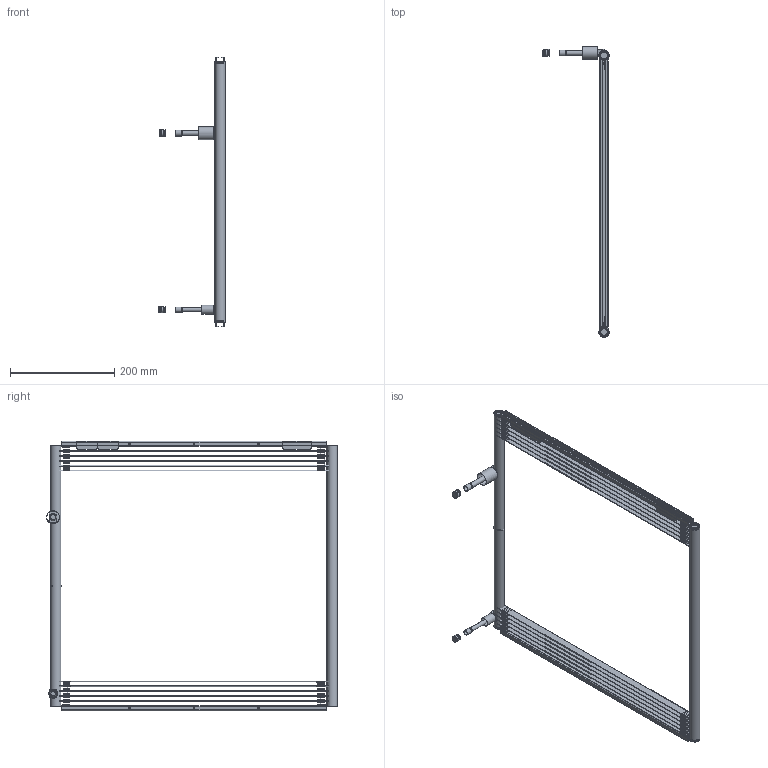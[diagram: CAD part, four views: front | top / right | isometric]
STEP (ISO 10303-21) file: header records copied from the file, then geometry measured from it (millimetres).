
FILE_DESCRIPTION(/* description */ ('Condenser'),/* implementation_level */ '2;1');
FILE_NAME(/* name */ 'X0-DF0141-09.stp',/* time_stamp */ '2024-03-05T10:32:12+08:00',/* author */ ('U426154'),/* organization */ (''),/* preprocessor_version */ 'ST-DEVELOPER v18.1',/* originating_system */ 'Autodesk Inventor 2022',/* authorisation */ '');
FILE_SCHEMA (('AUTOMOTIVE_DESIGN { 1 0 10303 214 3 1 1 }'));
Length unit declared in the file: millimetre
Products named in the file (20): Z0-DF0141; Y0-DF0141; H01-0278; H01-0023; S01b-0528; B01-0228; T03-0001; D03-DF0141; T06-0025; T06-0024; T04-0001; G34-0004; G24-0002; T05-0022; T05-0024; T02-0004; T02-0003; T09-0112; T09-0100; T09-0001
Assembly tree (41 placements, depth 3):
  Z0-DF0141
    Y0-DF0141
      H01-0278
      H01-0023
      S01b-0528  x10
      B01-0228  x10
      T03-0001
      D03-DF0141  x2
      T06-0025
      T06-0024
      T04-0001  x4
    G34-0004
    G24-0002
    T05-0022
    T05-0024
    T02-0004
    T02-0003
    T09-0112
    T09-0100
    T09-0001
Bounding box: 127.5 x 557.59 x 516.9 mm (x, y, z)
Volume: 267429.8 mm3; surface area: 472092.4 mm2
Topology: 50 solids, 50 shells, 1514 faces, 4140 edges, 2744 vertices
Faces by surface type: plane 765, cylinder 699, torus 26, cone 16, bspline 8
Full cylindrical faces by diameter (mm): 3.2 x12, 6 x1, 6.34 x1, 7.92 x1, 7.94 x1, 8 x1, 8.2 x2, 8.7 x1, 9.5 x2, 9.52 x1, 9.7 x2, 9.8 x1, 10.4 x1, 11.2 x2, 11.3 x1, 11.5 x1, 11.7 x1, 12.7 x1, 13 x4, 13.4 x1, 16 x1, 17 x6, 17.2 x1, 20 x2, 24 x1, 25.2 x1
Entity records: 11093 total; most frequent: DIRECTION 1937, CARTESIAN_POINT 1874, ORIENTED_EDGE 1634, EDGE_CURVE 817, AXIS2_PLACEMENT_3D 734, VERTEX_POINT 535, LINE 469, VECTOR 469
